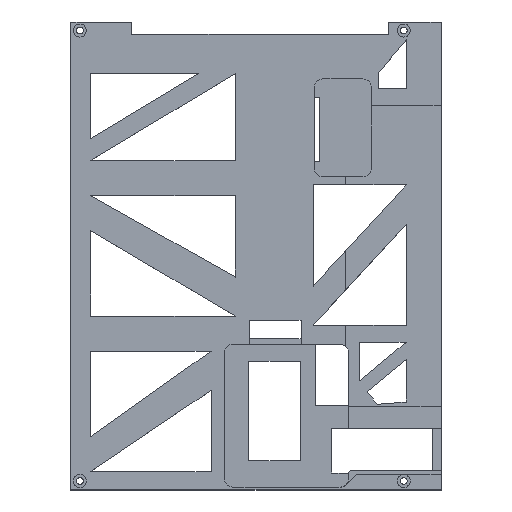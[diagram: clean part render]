
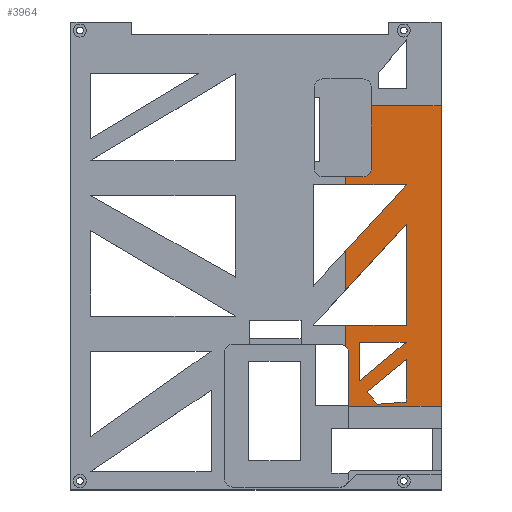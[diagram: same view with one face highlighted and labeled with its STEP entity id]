
A CAD part, top view. The second image highlights one B-rep face of the part: STEP entity #3964.
In plain terms, the highlighted planar face has unit normal (0, 0, 1).
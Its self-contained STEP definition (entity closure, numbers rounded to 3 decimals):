
#1394 = VERTEX_POINT('',#1395);
#1395 = CARTESIAN_POINT('',(92.255,-69.5,-3.));
#1401 = EDGE_CURVE('',#1394,#1402,#1404,.T.);
#1402 = VERTEX_POINT('',#1403);
#1403 = CARTESIAN_POINT('',(92.255,69.5,-3.));
#1404 = LINE('',#1405,#1406);
#1405 = CARTESIAN_POINT('',(92.255,-54.175,-3.));
#1406 = VECTOR('',#1407,1.);
#1407 = DIRECTION('',(0.,1.,0.));
#1934 = VERTEX_POINT('',#1935);
#1935 = CARTESIAN_POINT('',(49.5,-44.919,-3.));
#1941 = EDGE_CURVE('',#1934,#1942,#1944,.T.);
#1942 = VERTEX_POINT('',#1943);
#1943 = CARTESIAN_POINT('',(48.174,-41.944,-3.));
#1944 = CIRCLE('',#1945,4.);
#1945 = AXIS2_PLACEMENT_3D('',#1946,#1947,#1948);
#1946 = CARTESIAN_POINT('',(45.5,-44.919,-3.));
#1947 = DIRECTION('',(0.,0.,1.));
#1948 = DIRECTION('',(1.,0.,0.));
#2005 = VERTEX_POINT('',#2006);
#2006 = CARTESIAN_POINT('',(49.5,-69.5,-3.));
#2012 = EDGE_CURVE('',#1934,#2005,#2013,.T.);
#2013 = LINE('',#2014,#2015);
#2014 = CARTESIAN_POINT('',(49.5,-22.459,-3.));
#2015 = VECTOR('',#2016,1.);
#2016 = DIRECTION('',(0.,-1.,0.));
#2333 = VERTEX_POINT('',#2334);
#2334 = CARTESIAN_POINT('',(62.721,-68.667,-3.));
#2340 = EDGE_CURVE('',#2341,#2333,#2343,.T.);
#2341 = VERTEX_POINT('',#2342);
#2342 = CARTESIAN_POINT('',(57.974,-62.749,-3.));
#2343 = LINE('',#2344,#2345);
#2344 = CARTESIAN_POINT('',(49.102,-51.688,-3.));
#2345 = VECTOR('',#2346,1.);
#2346 = DIRECTION('',(0.626,-0.78,0.));
#2364 = VERTEX_POINT('',#2365);
#2365 = CARTESIAN_POINT('',(76.083,-67.637,-3.));
#2371 = EDGE_CURVE('',#2333,#2364,#2372,.T.);
#2372 = LINE('',#2373,#2374);
#2373 = CARTESIAN_POINT('',(80.004,-67.335,-3.));
#2374 = VECTOR('',#2375,1.);
#2375 = DIRECTION('',(0.997,0.077,0.));
#2388 = EDGE_CURVE('',#2389,#2341,#2391,.T.);
#2389 = VERTEX_POINT('',#2390);
#2390 = CARTESIAN_POINT('',(76.083,-47.796,-3.));
#2391 = LINE('',#2392,#2393);
#2392 = CARTESIAN_POINT('',(79.557,-44.927,-3.));
#2393 = VECTOR('',#2394,1.);
#2394 = DIRECTION('',(-0.771,-0.637,0.));
#2412 = EDGE_CURVE('',#2364,#2389,#2413,.T.);
#2413 = LINE('',#2414,#2415);
#2414 = CARTESIAN_POINT('',(76.083,-23.898,-3.));
#2415 = VECTOR('',#2416,1.);
#2416 = DIRECTION('',(0.,1.,0.));
#2429 = VERTEX_POINT('',#2430);
#2430 = CARTESIAN_POINT('',(76.083,-39.917,-3.));
#2436 = EDGE_CURVE('',#2437,#2429,#2439,.T.);
#2437 = VERTEX_POINT('',#2438);
#2438 = CARTESIAN_POINT('',(54.325,-57.882,-3.));
#2439 = LINE('',#2440,#2441);
#2440 = CARTESIAN_POINT('',(86.677,-31.169,-3.));
#2441 = VECTOR('',#2442,1.);
#2442 = DIRECTION('',(0.771,0.637,0.));
#2460 = VERTEX_POINT('',#2461);
#2461 = CARTESIAN_POINT('',(54.325,-39.917,-3.));
#2467 = EDGE_CURVE('',#2429,#2460,#2468,.T.);
#2468 = LINE('',#2469,#2470);
#2469 = CARTESIAN_POINT('',(66.541,-39.917,-3.));
#2470 = VECTOR('',#2471,1.);
#2471 = DIRECTION('',(-1.,0.,0.));
#2484 = EDGE_CURVE('',#2460,#2437,#2485,.T.);
#2485 = LINE('',#2486,#2487);
#2486 = CARTESIAN_POINT('',(54.325,-28.941,-3.));
#2487 = VECTOR('',#2488,1.);
#2488 = DIRECTION('',(0.,-1.,0.));
#2501 = VERTEX_POINT('',#2502);
#2502 = CARTESIAN_POINT('',(76.083,-32.148,-3.));
#2508 = EDGE_CURVE('',#2509,#2501,#2511,.T.);
#2509 = VERTEX_POINT('',#2510);
#2510 = CARTESIAN_POINT('',(48.174,-32.148,-3.));
#2511 = LINE('',#2512,#2513);
#2512 = CARTESIAN_POINT('',(77.42,-32.148,-3.));
#2513 = VECTOR('',#2514,1.);
#2514 = DIRECTION('',(1.,0.,0.));
#2539 = VERTEX_POINT('',#2540);
#2540 = CARTESIAN_POINT('',(76.083,14.776,-3.));
#2546 = EDGE_CURVE('',#2501,#2539,#2547,.T.);
#2547 = LINE('',#2548,#2549);
#2548 = CARTESIAN_POINT('',(76.083,7.388,-3.));
#2549 = VECTOR('',#2550,1.);
#2550 = DIRECTION('',(0.,1.,0.));
#2565 = VERTEX_POINT('',#2566);
#2566 = CARTESIAN_POINT('',(48.174,-15.591,-3.));
#2572 = EDGE_CURVE('',#2539,#2565,#2573,.T.);
#2573 = LINE('',#2574,#2575);
#2574 = CARTESIAN_POINT('',(51.452,-12.024,-3.));
#2575 = VECTOR('',#2576,1.);
#2576 = DIRECTION('',(-0.677,-0.736,0.));
#3111 = VERTEX_POINT('',#3112);
#3112 = CARTESIAN_POINT('',(76.083,32.887,-3.));
#3118 = EDGE_CURVE('',#3119,#3111,#3121,.T.);
#3119 = VERTEX_POINT('',#3120);
#3120 = CARTESIAN_POINT('',(48.174,2.52,-3.));
#3121 = LINE('',#3122,#3123);
#3122 = CARTESIAN_POINT('',(68.503,24.639,-3.));
#3123 = VECTOR('',#3124,1.);
#3124 = DIRECTION('',(0.677,0.736,0.));
#3156 = VERTEX_POINT('',#3157);
#3157 = CARTESIAN_POINT('',(48.174,32.887,-3.));
#3163 = EDGE_CURVE('',#3111,#3156,#3164,.T.);
#3164 = LINE('',#3165,#3166);
#3165 = CARTESIAN_POINT('',(55.858,32.887,-3.));
#3166 = VECTOR('',#3167,1.);
#3167 = DIRECTION('',(-1.,0.,0.));
#3381 = EDGE_CURVE('',#1402,#3382,#3384,.T.);
#3382 = VERTEX_POINT('',#3383);
#3383 = CARTESIAN_POINT('',(60.,69.5,-3.));
#3384 = LINE('',#3385,#3386);
#3385 = CARTESIAN_POINT('',(109.341,69.5,-3.));
#3386 = VECTOR('',#3387,1.);
#3387 = DIRECTION('',(-1.,0.,0.));
#3421 = VERTEX_POINT('',#3422);
#3422 = CARTESIAN_POINT('',(60.,40.653,-3.));
#3428 = EDGE_CURVE('',#3382,#3421,#3429,.T.);
#3429 = LINE('',#3430,#3431);
#3430 = CARTESIAN_POINT('',(60.,39.005,-3.));
#3431 = VECTOR('',#3432,1.);
#3432 = DIRECTION('',(0.,-1.,0.));
#3580 = EDGE_CURVE('',#3581,#3583,#3585,.T.);
#3581 = VERTEX_POINT('',#3582);
#3582 = CARTESIAN_POINT('',(56.,36.653,-3.));
#3583 = VERTEX_POINT('',#3584);
#3584 = CARTESIAN_POINT('',(48.174,36.653,-3.));
#3585 = LINE('',#3586,#3587);
#3586 = CARTESIAN_POINT('',(67.379,36.653,-3.));
#3587 = VECTOR('',#3588,1.);
#3588 = DIRECTION('',(-1.,0.,0.));
#3622 = EDGE_CURVE('',#3583,#3156,#3623,.T.);
#3623 = LINE('',#3624,#3625);
#3624 = CARTESIAN_POINT('',(48.174,69.5,-3.));
#3625 = VECTOR('',#3626,1.);
#3626 = DIRECTION('',(0.,-1.,0.));
#3639 = EDGE_CURVE('',#3119,#2565,#3640,.T.);
#3640 = LINE('',#3641,#3642);
#3641 = CARTESIAN_POINT('',(48.174,69.5,-3.));
#3642 = VECTOR('',#3643,1.);
#3643 = DIRECTION('',(0.,-1.,0.));
#3656 = EDGE_CURVE('',#2509,#1942,#3657,.T.);
#3657 = LINE('',#3658,#3659);
#3658 = CARTESIAN_POINT('',(48.174,69.5,-3.));
#3659 = VECTOR('',#3660,1.);
#3660 = DIRECTION('',(0.,-1.,0.));
#3964 = ADVANCED_FACE('',(#3965,#3994,#4000),#4005,.T.);
#3965 = FACE_BOUND('',#3966,.T.);
#3966 = EDGE_LOOP('',(#3967,#3968,#3969,#3970,#3971,#3977,#3978,#3979,
    #3980,#3987,#3988,#3989,#3990,#3991,#3992,#3993));
#3967 = ORIENTED_EDGE('',*,*,#2508,.F.);
#3968 = ORIENTED_EDGE('',*,*,#3656,.T.);
#3969 = ORIENTED_EDGE('',*,*,#1941,.F.);
#3970 = ORIENTED_EDGE('',*,*,#2012,.T.);
#3971 = ORIENTED_EDGE('',*,*,#3972,.T.);
#3972 = EDGE_CURVE('',#2005,#1394,#3973,.T.);
#3973 = LINE('',#3974,#3975);
#3974 = CARTESIAN_POINT('',(48.174,-69.5,-3.));
#3975 = VECTOR('',#3976,1.);
#3976 = DIRECTION('',(1.,0.,0.));
#3977 = ORIENTED_EDGE('',*,*,#1401,.T.);
#3978 = ORIENTED_EDGE('',*,*,#3381,.T.);
#3979 = ORIENTED_EDGE('',*,*,#3428,.T.);
#3980 = ORIENTED_EDGE('',*,*,#3981,.F.);
#3981 = EDGE_CURVE('',#3581,#3421,#3982,.T.);
#3982 = CIRCLE('',#3983,4.);
#3983 = AXIS2_PLACEMENT_3D('',#3984,#3985,#3986);
#3984 = CARTESIAN_POINT('',(56.,40.653,-3.));
#3985 = DIRECTION('',(0.,0.,1.));
#3986 = DIRECTION('',(1.,0.,0.));
#3987 = ORIENTED_EDGE('',*,*,#3580,.T.);
#3988 = ORIENTED_EDGE('',*,*,#3622,.T.);
#3989 = ORIENTED_EDGE('',*,*,#3163,.F.);
#3990 = ORIENTED_EDGE('',*,*,#3118,.F.);
#3991 = ORIENTED_EDGE('',*,*,#3639,.T.);
#3992 = ORIENTED_EDGE('',*,*,#2572,.F.);
#3993 = ORIENTED_EDGE('',*,*,#2546,.F.);
#3994 = FACE_BOUND('',#3995,.T.);
#3995 = EDGE_LOOP('',(#3996,#3997,#3998,#3999));
#3996 = ORIENTED_EDGE('',*,*,#2388,.F.);
#3997 = ORIENTED_EDGE('',*,*,#2412,.F.);
#3998 = ORIENTED_EDGE('',*,*,#2371,.F.);
#3999 = ORIENTED_EDGE('',*,*,#2340,.F.);
#4000 = FACE_BOUND('',#4001,.T.);
#4001 = EDGE_LOOP('',(#4002,#4003,#4004));
#4002 = ORIENTED_EDGE('',*,*,#2484,.F.);
#4003 = ORIENTED_EDGE('',*,*,#2467,.F.);
#4004 = ORIENTED_EDGE('',*,*,#2436,.F.);
#4005 = PLANE('',#4006);
#4006 = AXIS2_PLACEMENT_3D('',#4007,#4008,#4009);
#4007 = CARTESIAN_POINT('',(78.758,0.,-3.));
#4008 = DIRECTION('',(0.,0.,1.));
#4009 = DIRECTION('',(1.,0.,0.));
